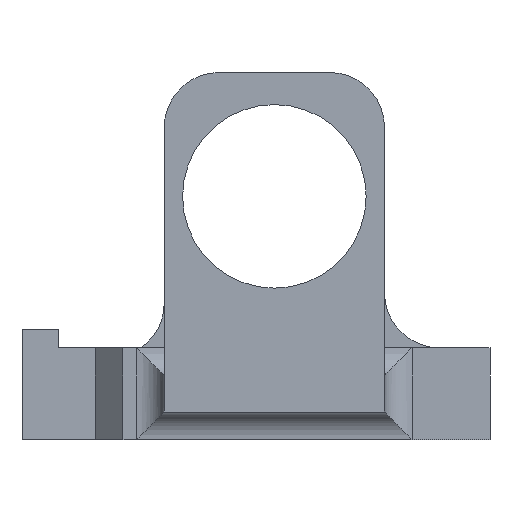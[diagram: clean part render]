
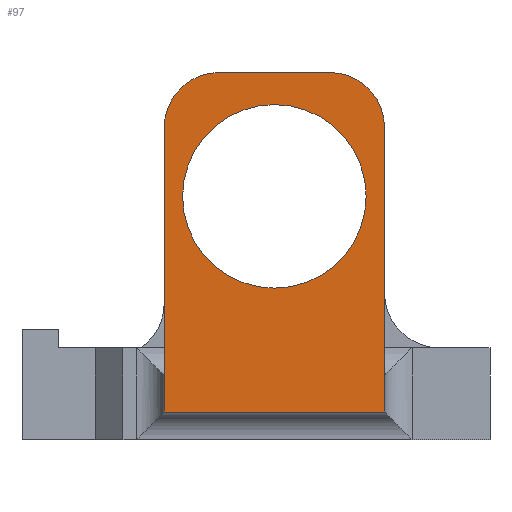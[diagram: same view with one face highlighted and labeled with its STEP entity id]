
A CAD part, left-side view. The second image highlights one B-rep face of the part: STEP entity #97.
In plain terms, the highlighted planar face has unit normal (-1, 0, 0).
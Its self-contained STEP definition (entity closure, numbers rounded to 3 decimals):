
#97=ADVANCED_FACE('',(#169,#170),#171,.T.);
#169=FACE_BOUND('',#324,.T.);
#170=FACE_OUTER_BOUND('',#325,.T.);
#171=PLANE('',#326);
#324=EDGE_LOOP('',(#503));
#325=EDGE_LOOP('',(#504,#505,#506,#507,#508,#509));
#326=AXIS2_PLACEMENT_3D('',#510,#511,#512);
#503=ORIENTED_EDGE('',*,*,#1006,.T.);
#504=ORIENTED_EDGE('',*,*,#1007,.F.);
#505=ORIENTED_EDGE('',*,*,#1008,.T.);
#506=ORIENTED_EDGE('',*,*,#1009,.T.);
#507=ORIENTED_EDGE('',*,*,#1010,.T.);
#508=ORIENTED_EDGE('',*,*,#1000,.F.);
#509=ORIENTED_EDGE('',*,*,#1011,.T.);
#510=CARTESIAN_POINT('',(-23.5,-5.25,5.0));
#511=DIRECTION('',(-1.0,0.,0.0));
#512=DIRECTION('',(0.,-1.0,0.0));
#1000=EDGE_CURVE('',#1171,#1173,#1174,.T.);
#1006=EDGE_CURVE('',#1184,#1184,#1185,.F.);
#1007=EDGE_CURVE('',#1186,#1187,#1188,.T.);
#1008=EDGE_CURVE('',#1186,#1189,#1190,.T.);
#1009=EDGE_CURVE('',#1189,#1191,#1192,.T.);
#1010=EDGE_CURVE('',#1191,#1173,#1193,.T.);
#1011=EDGE_CURVE('',#1171,#1187,#1194,.T.);
#1171=VERTEX_POINT('',#1446);
#1173=VERTEX_POINT('',#1449);
#1174=LINE('',#1450,#1451);
#1184=VERTEX_POINT('',#1466);
#1185=CIRCLE('',#1467,5.0);
#1186=VERTEX_POINT('',#1468);
#1187=VERTEX_POINT('',#1469);
#1188=LINE('',#1470,#1471);
#1189=VERTEX_POINT('',#1472);
#1190=LINE('',#1473,#1474);
#1191=VERTEX_POINT('',#1475);
#1192=LINE('',#1476,#1477);
#1193=CIRCLE('',#1478,3.0);
#1194=CIRCLE('',#1479,3.0);
#1446=CARTESIAN_POINT('',(-23.5,-2.25,20.0));
#1449=CARTESIAN_POINT('',(-23.5,-8.25,20.0));
#1450=CARTESIAN_POINT('',(-23.5,-5.25,20.0));
#1451=VECTOR('',#1822,1.0);
#1466=CARTESIAN_POINT('',(-23.5,-10.25,13.25));
#1467=AXIS2_PLACEMENT_3D('',#1828,#1829,#1830);
#1468=CARTESIAN_POINT('',(-23.5,0.75,1.5));
#1469=CARTESIAN_POINT('',(-23.5,0.75,17.0));
#1470=CARTESIAN_POINT('',(-23.5,0.75,5.0));
#1471=VECTOR('',#1831,1.0);
#1472=CARTESIAN_POINT('',(-23.5,-11.25,1.5));
#1473=CARTESIAN_POINT('',(-23.5,0.75,1.5));
#1474=VECTOR('',#1832,1.0);
#1475=CARTESIAN_POINT('',(-23.5,-11.25,17.0));
#1476=CARTESIAN_POINT('',(-23.5,-11.25,5.0));
#1477=VECTOR('',#1833,1.0);
#1478=AXIS2_PLACEMENT_3D('',#1834,#1835,#1836);
#1479=AXIS2_PLACEMENT_3D('',#1837,#1838,#1839);
#1822=DIRECTION('',(0.,-1.0,0.0));
#1828=CARTESIAN_POINT('',(-23.5,-5.25,13.25));
#1829=DIRECTION('',(-1.0,0.,0.0));
#1830=DIRECTION('',(0.,-1.0,0.0));
#1831=DIRECTION('',(0.0,0.0,1.0));
#1832=DIRECTION('',(0.,-1.0,0.0));
#1833=DIRECTION('',(0.0,0.0,1.0));
#1834=CARTESIAN_POINT('',(-23.5,-8.25,17.0));
#1835=DIRECTION('',(-1.0,0.,0.0));
#1836=DIRECTION('',(0.,-1.0,0.0));
#1837=CARTESIAN_POINT('',(-23.5,-2.25,17.0));
#1838=DIRECTION('',(-1.0,0.,0.0));
#1839=DIRECTION('',(0.,-1.0,0.0));
